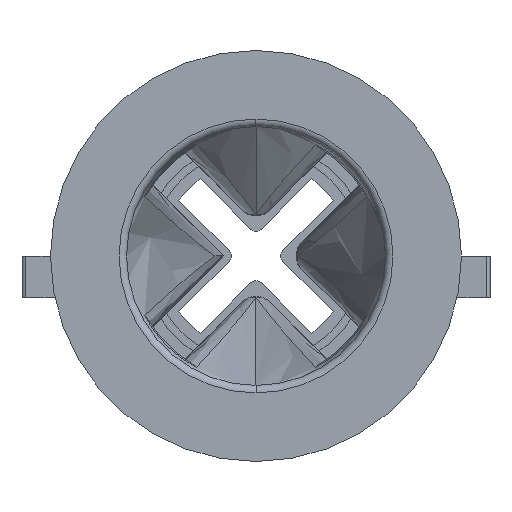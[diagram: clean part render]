
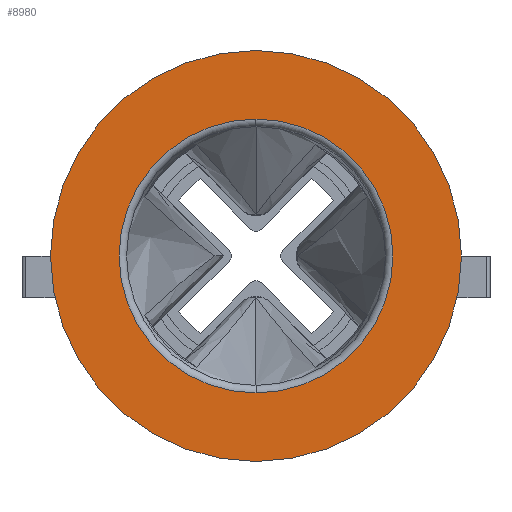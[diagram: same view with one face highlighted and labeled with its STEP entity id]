
A CAD part, left-side view. The second image highlights one B-rep face of the part: STEP entity #8980.
In plain terms, the highlighted planar face has unit normal (-1, 0, 0).
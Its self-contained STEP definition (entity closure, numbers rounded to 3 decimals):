
#340 = ORIENTED_EDGE ( 'NONE', *, *, #2179, .T. ) ;
#344 = DIRECTION ( 'NONE',  ( 0., 0., -1. ) ) ;
#910 = VERTEX_POINT ( 'NONE', #1337 ) ;
#968 = CARTESIAN_POINT ( 'NONE',  ( 0., 0., 0. ) ) ;
#1265 = ORIENTED_EDGE ( 'NONE', *, *, #10087, .T. ) ;
#1267 = DIRECTION ( 'NONE',  ( 0., 0., 1. ) ) ;
#1337 = CARTESIAN_POINT ( 'NONE',  ( 0., 0., -5.4 ) ) ;
#1378 = DIRECTION ( 'NONE',  ( 1., 0., 0. ) ) ;
#1756 = CIRCLE ( 'NONE', #7927, 3.6 ) ;
#2179 = EDGE_CURVE ( 'NONE', #2755, #6681, #1756, .T. ) ;
#2467 = EDGE_CURVE ( 'NONE', #3867, #910, #8960, .T. ) ;
#2755 = VERTEX_POINT ( 'NONE', #6984 ) ;
#3867 = VERTEX_POINT ( 'NONE', #9874 ) ;
#4127 = AXIS2_PLACEMENT_3D ( 'NONE', #7020, #5976, #6186 ) ;
#4471 = CARTESIAN_POINT ( 'NONE',  ( 0., 0., 3.6 ) ) ;
#4536 = FACE_OUTER_BOUND ( 'NONE', #8210, .T. ) ;
#4636 = AXIS2_PLACEMENT_3D ( 'NONE', #8733, #1378, #344 ) ;
#5190 = DIRECTION ( 'NONE',  ( 0., 0., 1. ) ) ;
#5394 = CIRCLE ( 'NONE', #9462, 5.4 ) ;
#5451 = AXIS2_PLACEMENT_3D ( 'NONE', #9169, #10171, #5190 ) ;
#5576 = PLANE ( 'NONE',  #4636 ) ;
#5578 = CARTESIAN_POINT ( 'NONE',  ( 0., 0., 0. ) ) ;
#5632 = DIRECTION ( 'NONE',  ( -1., 0., 0. ) ) ;
#5976 = DIRECTION ( 'NONE',  ( 1., 0., 0. ) ) ;
#6186 = DIRECTION ( 'NONE',  ( 0., 0., -1. ) ) ;
#6349 = EDGE_CURVE ( 'NONE', #910, #3867, #5394, .T. ) ;
#6599 = CIRCLE ( 'NONE', #4127, 3.6 ) ;
#6652 = EDGE_LOOP ( 'NONE', ( #340, #1265 ) ) ;
#6681 = VERTEX_POINT ( 'NONE', #4471 ) ;
#6984 = CARTESIAN_POINT ( 'NONE',  ( 0., 0., -3.6 ) ) ;
#7020 = CARTESIAN_POINT ( 'NONE',  ( 0., 0., 0. ) ) ;
#7402 = ORIENTED_EDGE ( 'NONE', *, *, #2467, .T. ) ;
#7927 = AXIS2_PLACEMENT_3D ( 'NONE', #968, #8593, #9475 ) ;
#8210 = EDGE_LOOP ( 'NONE', ( #7402, #10367 ) ) ;
#8593 = DIRECTION ( 'NONE',  ( 1., 0., 0. ) ) ;
#8733 = CARTESIAN_POINT ( 'NONE',  ( 0., 5.4, 0. ) ) ;
#8960 = CIRCLE ( 'NONE', #5451, 5.4 ) ;
#8980 = ADVANCED_FACE ( 'NONE', ( #10599, #4536 ), #5576, .F. ) ;
#9169 = CARTESIAN_POINT ( 'NONE',  ( 0., 0., 0. ) ) ;
#9462 = AXIS2_PLACEMENT_3D ( 'NONE', #5578, #5632, #1267 ) ;
#9475 = DIRECTION ( 'NONE',  ( 0., 0., -1. ) ) ;
#9874 = CARTESIAN_POINT ( 'NONE',  ( 0., 0., 5.4 ) ) ;
#10087 = EDGE_CURVE ( 'NONE', #6681, #2755, #6599, .T. ) ;
#10171 = DIRECTION ( 'NONE',  ( -1., 0., 0. ) ) ;
#10367 = ORIENTED_EDGE ( 'NONE', *, *, #6349, .T. ) ;
#10599 = FACE_BOUND ( 'NONE', #6652, .T. ) ;
